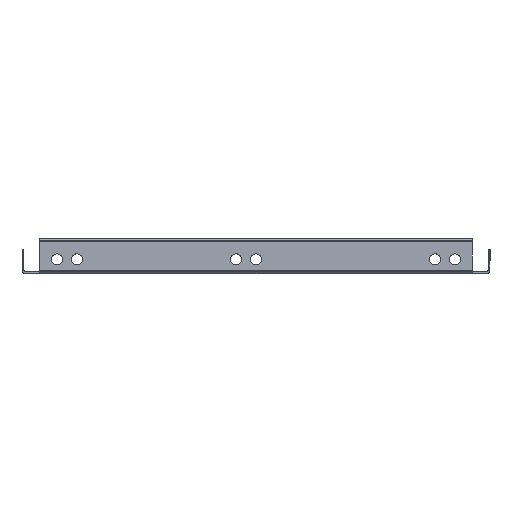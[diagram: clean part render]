
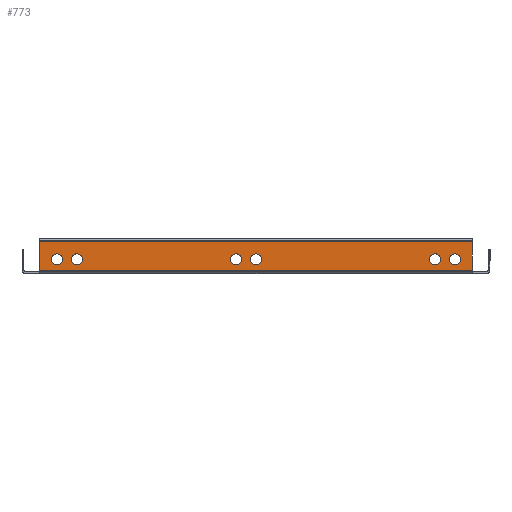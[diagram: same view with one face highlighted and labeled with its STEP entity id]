
A CAD part, left-side view. The second image highlights one B-rep face of the part: STEP entity #773.
In plain terms, the highlighted planar face has unit normal (-1, 0, 0).
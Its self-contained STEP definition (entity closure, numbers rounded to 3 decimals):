
#22 = CIRCLE ( 'NONE', #1640, 3.45 ) ;
#32 = CARTESIAN_POINT ( 'NONE',  ( -321.7, 0., 7.8 ) ) ;
#67 = EDGE_LOOP ( 'NONE', ( #4126, #4047, #1460, #5255 ) ) ;
#141 = ORIENTED_EDGE ( 'NONE', *, *, #4483, .T. ) ;
#188 = VERTEX_POINT ( 'NONE', #2063 ) ;
#259 = CARTESIAN_POINT ( 'NONE',  ( -321.7, 0., 18.8 ) ) ;
#261 = DIRECTION ( 'NONE',  ( 0., 0., 1. ) ) ;
#265 = DIRECTION ( 'NONE',  ( 1., 0., 0. ) ) ;
#318 = EDGE_LOOP ( 'NONE', ( #5120, #665 ) ) ;
#373 = EDGE_CURVE ( 'NONE', #4210, #4244, #3860, .T. ) ;
#390 = VERTEX_POINT ( 'NONE', #3091 ) ;
#431 = CARTESIAN_POINT ( 'NONE',  ( -321.7, 0., 1. ) ) ;
#544 = ORIENTED_EDGE ( 'NONE', *, *, #3772, .T. ) ;
#578 = AXIS2_PLACEMENT_3D ( 'NONE', #2896, #5708, #2875 ) ;
#616 = VERTEX_POINT ( 'NONE', #4734 ) ;
#619 = DIRECTION ( 'NONE',  ( 0., 0., -1. ) ) ;
#627 = ORIENTED_EDGE ( 'NONE', *, *, #1053, .T. ) ;
#650 = LINE ( 'NONE', #4942, #4394 ) ;
#665 = ORIENTED_EDGE ( 'NONE', *, *, #4173, .T. ) ;
#676 = DIRECTION ( 'NONE',  ( 1., 0., 0. ) ) ;
#699 = ORIENTED_EDGE ( 'NONE', *, *, #833, .T. ) ;
#743 = DIRECTION ( 'NONE',  ( 0., 0., 1. ) ) ;
#773 = ADVANCED_FACE ( 'NONE', ( #4373, #933, #2263, #2029, #5730, #4531, #1876 ), #4926, .T. ) ;
#782 = ORIENTED_EDGE ( 'NONE', *, *, #3013, .T. ) ;
#833 = EDGE_CURVE ( 'NONE', #616, #188, #5810, .T. ) ;
#927 = DIRECTION ( 'NONE',  ( 1., 0., 0. ) ) ;
#933 = FACE_BOUND ( 'NONE', #318, .T. ) ;
#970 = AXIS2_PLACEMENT_3D ( 'NONE', #4944, #676, #3976 ) ;
#1053 = EDGE_CURVE ( 'NONE', #3978, #6004, #2985, .T. ) ;
#1058 = CARTESIAN_POINT ( 'NONE',  ( -321.7, -112.5, 11.25 ) ) ;
#1136 = DIRECTION ( 'NONE',  ( 0., 0., -1. ) ) ;
#1153 = EDGE_CURVE ( 'NONE', #4996, #3677, #4086, .T. ) ;
#1208 = DIRECTION ( 'NONE',  ( 0., 0., -1. ) ) ;
#1244 = CIRCLE ( 'NONE', #2766, 3.45 ) ;
#1280 = CARTESIAN_POINT ( 'NONE',  ( -321.7, -112.5, 7.8 ) ) ;
#1307 = VERTEX_POINT ( 'NONE', #6017 ) ;
#1308 = CIRCLE ( 'NONE', #1898, 3.45 ) ;
#1347 = VECTOR ( 'NONE', #3571, 1000. ) ;
#1460 = ORIENTED_EDGE ( 'NONE', *, *, #4501, .T. ) ;
#1572 = CARTESIAN_POINT ( 'NONE',  ( -321.7, -135.8, 1. ) ) ;
#1600 = CARTESIAN_POINT ( 'NONE',  ( -321.7, -125., 7.8 ) ) ;
#1640 = AXIS2_PLACEMENT_3D ( 'NONE', #2389, #927, #2878 ) ;
#1849 = EDGE_CURVE ( 'NONE', #390, #4210, #2607, .T. ) ;
#1858 = AXIS2_PLACEMENT_3D ( 'NONE', #1280, #3199, #6002 ) ;
#1876 = FACE_OUTER_BOUND ( 'NONE', #67, .T. ) ;
#1898 = AXIS2_PLACEMENT_3D ( 'NONE', #1600, #2551, #1208 ) ;
#2029 = FACE_BOUND ( 'NONE', #2636, .T. ) ;
#2063 = CARTESIAN_POINT ( 'NONE',  ( -321.7, 112.5, 11.25 ) ) ;
#2149 = CARTESIAN_POINT ( 'NONE',  ( -321.7, -112.5, 7.8 ) ) ;
#2153 = CARTESIAN_POINT ( 'NONE',  ( -321.7, 12.5, 7.8 ) ) ;
#2158 = VERTEX_POINT ( 'NONE', #1058 ) ;
#2181 = EDGE_CURVE ( 'NONE', #3677, #4996, #2821, .T. ) ;
#2227 = EDGE_LOOP ( 'NONE', ( #699, #782 ) ) ;
#2234 = DIRECTION ( 'NONE',  ( 0., 0., -1. ) ) ;
#2262 = CARTESIAN_POINT ( 'NONE',  ( -321.7, -125., 4.35 ) ) ;
#2263 = FACE_BOUND ( 'NONE', #5774, .T. ) ;
#2347 = EDGE_CURVE ( 'NONE', #2803, #2158, #5865, .T. ) ;
#2389 = CARTESIAN_POINT ( 'NONE',  ( -321.7, 125., 7.8 ) ) ;
#2446 = VECTOR ( 'NONE', #2234, 1000. ) ;
#2456 = EDGE_CURVE ( 'NONE', #6004, #3978, #22, .T. ) ;
#2548 = CARTESIAN_POINT ( 'NONE',  ( -321.7, 125., 4.35 ) ) ;
#2551 = DIRECTION ( 'NONE',  ( 1., 0., 0. ) ) ;
#2592 = CARTESIAN_POINT ( 'NONE',  ( -321.7, 0., 0. ) ) ;
#2607 = LINE ( 'NONE', #259, #1347 ) ;
#2611 = CARTESIAN_POINT ( 'NONE',  ( -321.7, -112.5, 4.35 ) ) ;
#2636 = EDGE_LOOP ( 'NONE', ( #5726, #3868 ) ) ;
#2642 = CARTESIAN_POINT ( 'NONE',  ( -321.7, 135.8, 0. ) ) ;
#2647 = CARTESIAN_POINT ( 'NONE',  ( -321.7, 12.5, 4.35 ) ) ;
#2682 = CARTESIAN_POINT ( 'NONE',  ( -321.7, 135.8, 18.8 ) ) ;
#2760 = CARTESIAN_POINT ( 'NONE',  ( -321.7, 135.8, 1. ) ) ;
#2766 = AXIS2_PLACEMENT_3D ( 'NONE', #32, #3333, #5156 ) ;
#2767 = DIRECTION ( 'NONE',  ( 0., 0., -1. ) ) ;
#2803 = VERTEX_POINT ( 'NONE', #2611 ) ;
#2821 = CIRCLE ( 'NONE', #2872, 3.45 ) ;
#2872 = AXIS2_PLACEMENT_3D ( 'NONE', #2967, #3848, #4299 ) ;
#2875 = DIRECTION ( 'NONE',  ( 0., 0., -1. ) ) ;
#2878 = DIRECTION ( 'NONE',  ( 0., 0., -1. ) ) ;
#2896 = CARTESIAN_POINT ( 'NONE',  ( -321.7, 125., 7.8 ) ) ;
#2967 = CARTESIAN_POINT ( 'NONE',  ( -321.7, 12.5, 7.8 ) ) ;
#2985 = CIRCLE ( 'NONE', #578, 3.45 ) ;
#2986 = DIRECTION ( 'NONE',  ( 1., 0., 0. ) ) ;
#2996 = AXIS2_PLACEMENT_3D ( 'NONE', #2149, #5446, #5487 ) ;
#2998 = DIRECTION ( 'NONE',  ( 1., 0., 0. ) ) ;
#3013 = EDGE_CURVE ( 'NONE', #188, #616, #3187, .T. ) ;
#3035 = LINE ( 'NONE', #431, #4953 ) ;
#3091 = CARTESIAN_POINT ( 'NONE',  ( -321.7, -135.8, 18.8 ) ) ;
#3118 = VERTEX_POINT ( 'NONE', #3310 ) ;
#3187 = CIRCLE ( 'NONE', #3476, 3.45 ) ;
#3199 = DIRECTION ( 'NONE',  ( 1., 0., 0. ) ) ;
#3263 = CARTESIAN_POINT ( 'NONE',  ( -321.7, 112.5, 7.8 ) ) ;
#3296 = CARTESIAN_POINT ( 'NONE',  ( -321.7, 125., 11.25 ) ) ;
#3310 = CARTESIAN_POINT ( 'NONE',  ( -321.7, 0., 11.25 ) ) ;
#3333 = DIRECTION ( 'NONE',  ( 1., 0., 0. ) ) ;
#3476 = AXIS2_PLACEMENT_3D ( 'NONE', #3263, #3769, #2767 ) ;
#3527 = EDGE_CURVE ( 'NONE', #4244, #4867, #3035, .T. ) ;
#3541 = CIRCLE ( 'NONE', #4748, 3.45 ) ;
#3571 = DIRECTION ( 'NONE',  ( 0., 1., 0. ) ) ;
#3677 = VERTEX_POINT ( 'NONE', #4784 ) ;
#3769 = DIRECTION ( 'NONE',  ( 1., 0., 0. ) ) ;
#3772 = EDGE_CURVE ( 'NONE', #1307, #4270, #4873, .T. ) ;
#3848 = DIRECTION ( 'NONE',  ( 1., 0., 0. ) ) ;
#3860 = LINE ( 'NONE', #2642, #2446 ) ;
#3868 = ORIENTED_EDGE ( 'NONE', *, *, #5131, .T. ) ;
#3976 = DIRECTION ( 'NONE',  ( 0., 0., -1. ) ) ;
#3978 = VERTEX_POINT ( 'NONE', #3296 ) ;
#3984 = EDGE_CURVE ( 'NONE', #5331, #3118, #1244, .T. ) ;
#4047 = ORIENTED_EDGE ( 'NONE', *, *, #3527, .T. ) ;
#4086 = CIRCLE ( 'NONE', #5358, 3.45 ) ;
#4126 = ORIENTED_EDGE ( 'NONE', *, *, #373, .T. ) ;
#4173 = EDGE_CURVE ( 'NONE', #3118, #5331, #3541, .T. ) ;
#4210 = VERTEX_POINT ( 'NONE', #2682 ) ;
#4244 = VERTEX_POINT ( 'NONE', #2760 ) ;
#4270 = VERTEX_POINT ( 'NONE', #2262 ) ;
#4299 = DIRECTION ( 'NONE',  ( 0., 0., -1. ) ) ;
#4336 = CARTESIAN_POINT ( 'NONE',  ( -321.7, 0., 4.35 ) ) ;
#4373 = FACE_BOUND ( 'NONE', #5854, .T. ) ;
#4394 = VECTOR ( 'NONE', #743, 1000. ) ;
#4472 = ORIENTED_EDGE ( 'NONE', *, *, #2181, .T. ) ;
#4483 = EDGE_CURVE ( 'NONE', #4270, #1307, #1308, .T. ) ;
#4501 = EDGE_CURVE ( 'NONE', #4867, #390, #650, .T. ) ;
#4531 = FACE_BOUND ( 'NONE', #5678, .T. ) ;
#4548 = AXIS2_PLACEMENT_3D ( 'NONE', #2592, #4903, #261 ) ;
#4661 = AXIS2_PLACEMENT_3D ( 'NONE', #5884, #2986, #619 ) ;
#4717 = ORIENTED_EDGE ( 'NONE', *, *, #1153, .T. ) ;
#4734 = CARTESIAN_POINT ( 'NONE',  ( -321.7, 112.5, 4.35 ) ) ;
#4748 = AXIS2_PLACEMENT_3D ( 'NONE', #4881, #2998, #4860 ) ;
#4784 = CARTESIAN_POINT ( 'NONE',  ( -321.7, 12.5, 11.25 ) ) ;
#4860 = DIRECTION ( 'NONE',  ( 0., 0., -1. ) ) ;
#4867 = VERTEX_POINT ( 'NONE', #1572 ) ;
#4873 = CIRCLE ( 'NONE', #4661, 3.45 ) ;
#4881 = CARTESIAN_POINT ( 'NONE',  ( -321.7, 0., 7.8 ) ) ;
#4903 = DIRECTION ( 'NONE',  ( -1., 0., 0. ) ) ;
#4926 = PLANE ( 'NONE',  #4548 ) ;
#4942 = CARTESIAN_POINT ( 'NONE',  ( -321.7, -135.8, 0. ) ) ;
#4944 = CARTESIAN_POINT ( 'NONE',  ( -321.7, 112.5, 7.8 ) ) ;
#4953 = VECTOR ( 'NONE', #5673, 1000. ) ;
#4996 = VERTEX_POINT ( 'NONE', #2647 ) ;
#5120 = ORIENTED_EDGE ( 'NONE', *, *, #3984, .T. ) ;
#5131 = EDGE_CURVE ( 'NONE', #2158, #2803, #5292, .T. ) ;
#5156 = DIRECTION ( 'NONE',  ( 0., 0., -1. ) ) ;
#5255 = ORIENTED_EDGE ( 'NONE', *, *, #1849, .T. ) ;
#5292 = CIRCLE ( 'NONE', #1858, 3.45 ) ;
#5331 = VERTEX_POINT ( 'NONE', #4336 ) ;
#5358 = AXIS2_PLACEMENT_3D ( 'NONE', #2153, #265, #1136 ) ;
#5446 = DIRECTION ( 'NONE',  ( 1., 0., 0. ) ) ;
#5487 = DIRECTION ( 'NONE',  ( 0., 0., -1. ) ) ;
#5673 = DIRECTION ( 'NONE',  ( 0., -1., 0. ) ) ;
#5678 = EDGE_LOOP ( 'NONE', ( #141, #544 ) ) ;
#5708 = DIRECTION ( 'NONE',  ( 1., 0., 0. ) ) ;
#5726 = ORIENTED_EDGE ( 'NONE', *, *, #2347, .T. ) ;
#5730 = FACE_BOUND ( 'NONE', #2227, .T. ) ;
#5774 = EDGE_LOOP ( 'NONE', ( #6009, #627 ) ) ;
#5810 = CIRCLE ( 'NONE', #970, 3.45 ) ;
#5854 = EDGE_LOOP ( 'NONE', ( #4717, #4472 ) ) ;
#5865 = CIRCLE ( 'NONE', #2996, 3.45 ) ;
#5884 = CARTESIAN_POINT ( 'NONE',  ( -321.7, -125., 7.8 ) ) ;
#6002 = DIRECTION ( 'NONE',  ( 0., 0., -1. ) ) ;
#6004 = VERTEX_POINT ( 'NONE', #2548 ) ;
#6009 = ORIENTED_EDGE ( 'NONE', *, *, #2456, .T. ) ;
#6017 = CARTESIAN_POINT ( 'NONE',  ( -321.7, -125., 11.25 ) ) ;
